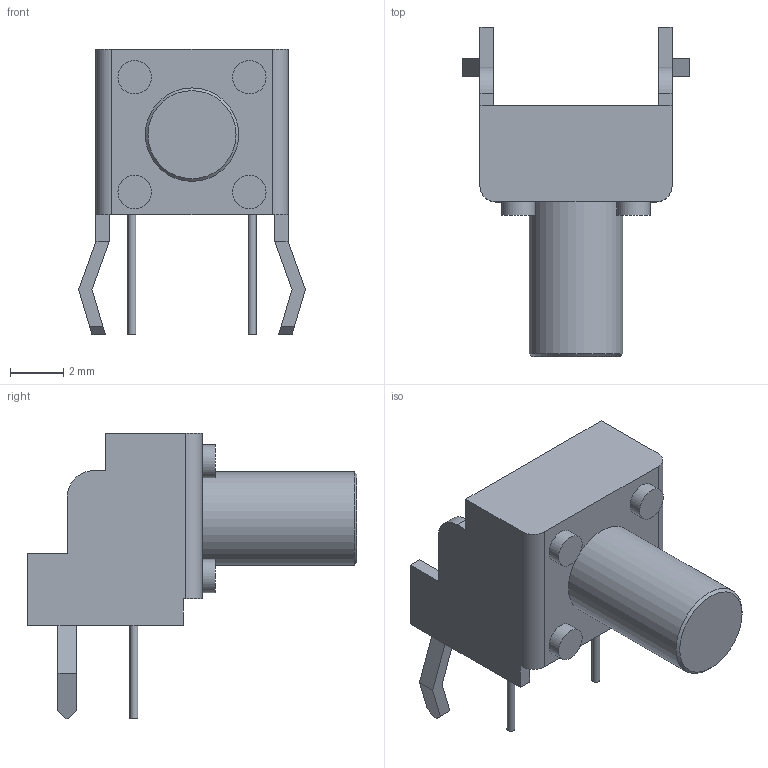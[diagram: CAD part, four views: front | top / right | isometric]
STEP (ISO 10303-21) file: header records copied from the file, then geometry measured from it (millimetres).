
FILE_DESCRIPTION((' '),'2;1');
FILE_NAME( 'SW-DTSA-65K-V.stp', '2022-09-02T16:20:05', (' '), ('--- Datakit www.datakit.com---'), ' Datakit CrossCadWare V2022.3 Jun 15 2022', 'DATAKIT 2022 (c)', ' ');
FILE_SCHEMA(('AP242_MANAGED_MODEL_BASED_3D_ENGINEERING_MIM_LF { 1 0 10303 442 1 1 4 }'));
Length unit declared in the file: millimetre
Products named in the file (1): SW-DTSA-65K-V
Bounding box: 8.5 x 12.35 x 10.7 mm (x, y, z)
Volume: 236.1 mm3; surface area: 346.4 mm2
Topology: 1 solids, 1 shells, 66 faces, 154 edges, 97 vertices
Faces by surface type: plane 54, cylinder 11, cone 1
Full cylindrical faces by diameter (mm): 0.3 x2, 1.25 x4, 3.5 x1
Entity records: 1944 total; most frequent: CARTESIAN_POINT 318, DIRECTION 309, ORIENTED_EDGE 300, EDGE_CURVE 150, VECTOR 125, LINE 125, VERTEX_POINT 101, AXIS2_PLACEMENT_3D 92
